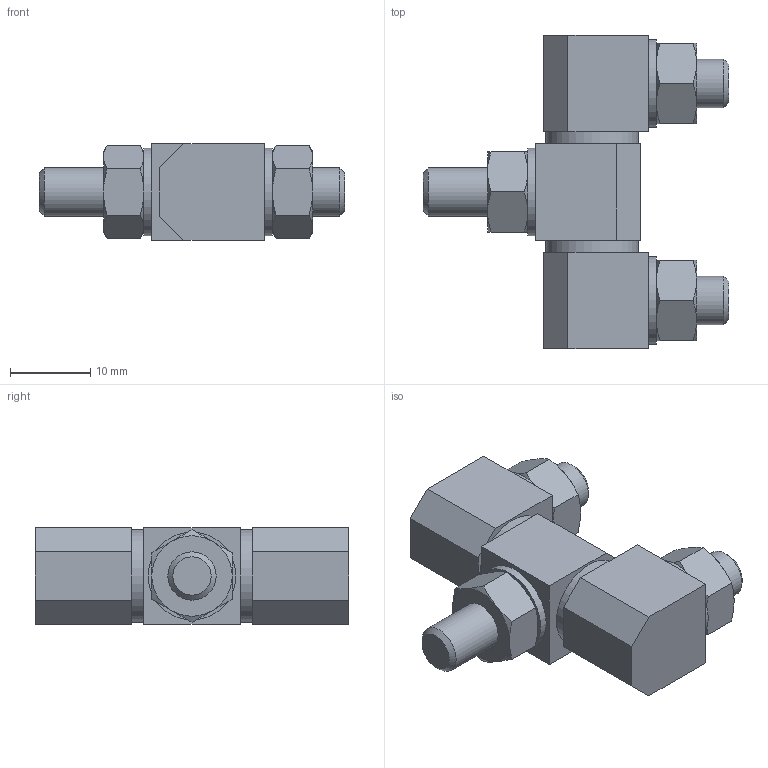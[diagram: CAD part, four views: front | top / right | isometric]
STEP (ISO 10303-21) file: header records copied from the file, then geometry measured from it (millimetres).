
FILE_DESCRIPTION( ( 'STEP AP214' ), '1' );
FILE_NAME( 'K1142.106140270.stp', '2020-12-10T10:24:08', ( '' ), ( '' ), ' ', 'PARTsolutions', ' ' );
FILE_SCHEMA( ( 'AUTOMOTIVE_DESIGN { 1 0 10303 214 1 1 1 1 }' ) );
Length unit declared in the file: millimetre
Products named in the file (1): _  K1142.106140270
Bounding box: 38 x 39 x 12 mm (x, y, z)
Volume: 7618.5 mm3; surface area: 3174.5 mm2
Topology: 1 solids, 1 shells, 98 faces, 210 edges, 127 vertices
Faces by surface type: plane 51, cone 39, cylinder 8
Full cylindrical faces by diameter (mm): 6 x3, 10.9 x3, 11.5 x2
Entity records: 3558 total; most frequent: CARTESIAN_POINT 785, ORIENTED_EDGE 398, DIRECTION 380, EDGE_CURVE 199, AXIS2_PLACEMENT_3D 154, VERTEX_POINT 127, EDGE_LOOP 122, FACE_OUTER_BOUND 106
